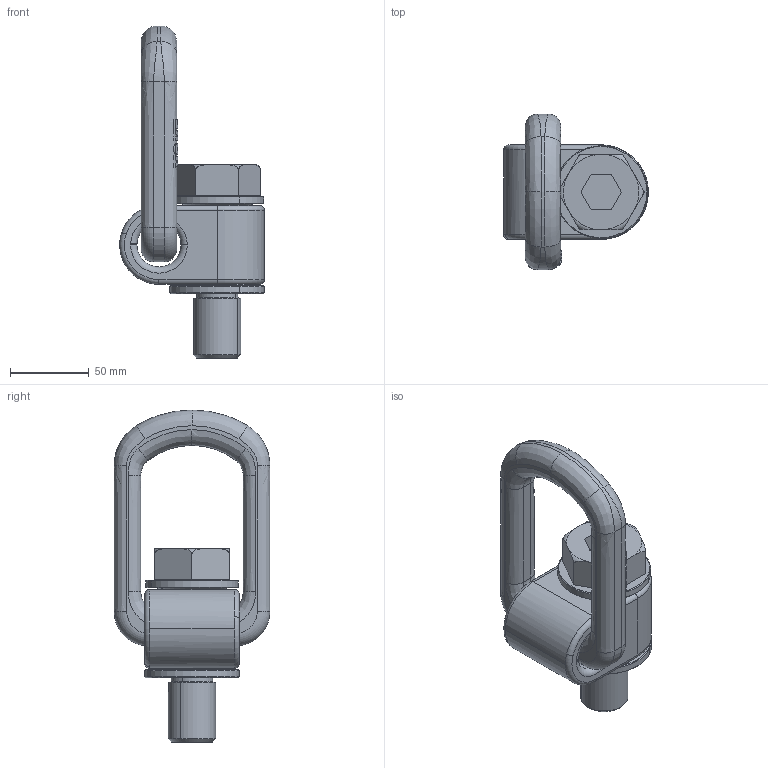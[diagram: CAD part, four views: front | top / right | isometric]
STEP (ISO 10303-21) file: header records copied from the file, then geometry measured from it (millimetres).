
FILE_DESCRIPTION(('CATIA V5 STEP Exchange'),'2;1');
FILE_NAME('8-212-050.stp','2017-06-16T07:33:20+00:00',('none'),('none'),'CATIA Version 5 Release 21 GA (IN-10)','CATIA V5 STEP AP203','none');
FILE_SCHEMA(('CONFIG_CONTROL_DESIGN'));
Length unit declared in the file: millimetre
Products named in the file (1): 8-212-050
Assembly tree (4 placements, depth 2):
  8-212-050
    #58
    #14299
    #15424
    #16222
Bounding box: 91.99 x 99 x 211.05 mm (x, y, z)
Volume: 433156.9 mm3; surface area: 93597.6 mm2
Topology: 4 solids, 4 shells, 358 faces, 968 edges, 623 vertices
Faces by surface type: plane 221, bspline 42, cylinder 41, torus 38, cone 16
Entity records: 17649 total; most frequent: CARTESIAN_POINT 9717, ORIENTED_EDGE 1936, DIRECTION 1094, EDGE_CURVE 968, VERTEX_POINT 623, B_SPLINE_CURVE_WITH_KNOTS 484, AXIS2_PLACEMENT_3D 444, EDGE_LOOP 373
